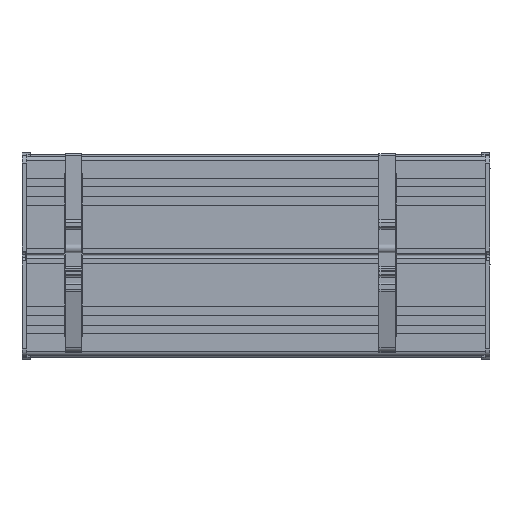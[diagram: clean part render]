
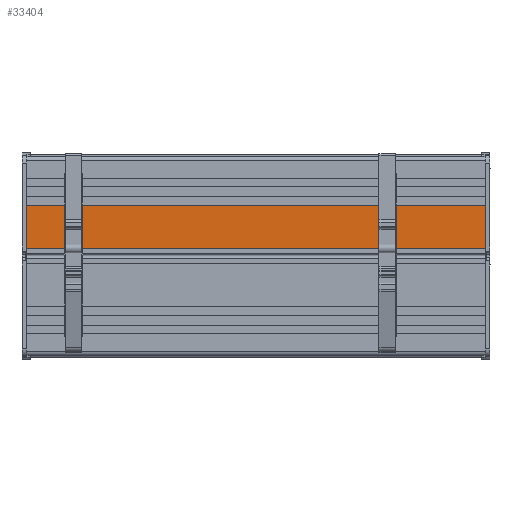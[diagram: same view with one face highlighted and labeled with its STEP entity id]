
A CAD part, front view. The second image highlights one B-rep face of the part: STEP entity #33404.
In plain terms, the highlighted planar face has unit normal (0, -1, 0).
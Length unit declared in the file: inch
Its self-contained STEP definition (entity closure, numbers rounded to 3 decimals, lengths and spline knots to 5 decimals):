
#54 = CARTESIAN_POINT ( 'NONE',  ( 1.20079, 0.76772, -5.455 ) ) ;
#55 = CARTESIAN_POINT ( 'NONE',  ( 0.12992, 0.76772, -5.455 ) ) ;
#8701 = LINE ( 'NONE', #10184, #8704 ) ;
#8704 = VECTOR ( 'NONE', #10180, 39.37008 ) ;
#10180 = DIRECTION ( 'NONE',  ( -1., 0., 0. ) ) ;
#10184 = CARTESIAN_POINT ( 'NONE',  ( 1.20079, 0.76772, -5.455 ) ) ;
#14883 = CARTESIAN_POINT ( 'NONE',  ( 1.20079, 0.76772, 5.455 ) ) ;
#14888 = DIRECTION ( 'NONE',  ( -1., 0., 0. ) ) ;
#15036 = LINE ( 'NONE', #14883, #15041 ) ;
#15041 = VECTOR ( 'NONE', #14888, 39.37008 ) ;
#15087 = LINE ( 'NONE', #16121, #15091 ) ;
#15091 = VECTOR ( 'NONE', #16117, 39.37008 ) ;
#15259 = LINE ( 'NONE', #16331, #15266 ) ;
#15266 = VECTOR ( 'NONE', #16341, 39.37008 ) ;
#16117 = DIRECTION ( 'NONE',  ( 0., 0., -1. ) ) ;
#16121 = CARTESIAN_POINT ( 'NONE',  ( 0.12992, 0.76772, 6.27953 ) ) ;
#16331 = CARTESIAN_POINT ( 'NONE',  ( 1.20079, 0.76772, 3.19882 ) ) ;
#16341 = DIRECTION ( 'NONE',  ( 0., 0., 1. ) ) ;
#20997 = VERTEX_POINT ( 'NONE', #24253 ) ;
#20999 = VERTEX_POINT ( 'NONE', #24254 ) ;
#21218 = CARTESIAN_POINT ( 'NONE',  ( 1.20079, 0.76772, 6.27953 ) ) ;
#21223 = PLANE ( 'NONE',  #38385 ) ;
#21226 = DIRECTION ( 'NONE',  ( 0., -1., 0. ) ) ;
#21228 = DIRECTION ( 'NONE',  ( -1., 0., 0. ) ) ;
#22791 = VERTEX_POINT ( 'NONE', #54 ) ;
#22792 = VERTEX_POINT ( 'NONE', #55 ) ;
#24253 = CARTESIAN_POINT ( 'NONE',  ( 0.12992, 0.76772, 5.455 ) ) ;
#24254 = CARTESIAN_POINT ( 'NONE',  ( 1.20079, 0.76772, 5.455 ) ) ;
#27088 = EDGE_CURVE ( 'NONE', #22791, #22792, #8701, .T. ) ;
#29207 = EDGE_CURVE ( 'NONE', #20999, #20997, #15036, .T. ) ;
#29234 = EDGE_CURVE ( 'NONE', #20997, #22792, #15087, .T. ) ;
#29331 = EDGE_CURVE ( 'NONE', #22791, #20999, #15259, .T. ) ;
#31762 = EDGE_LOOP ( 'NONE', ( #33536, #33537, #33538, #33539 ) ) ;
#33404 = ADVANCED_FACE ( 'NONE', ( #38195 ), #21223, .T. ) ;
#33536 = ORIENTED_EDGE ( 'NONE', *, *, #29331, .T. ) ;
#33537 = ORIENTED_EDGE ( 'NONE', *, *, #29207, .T. ) ;
#33538 = ORIENTED_EDGE ( 'NONE', *, *, #29234, .T. ) ;
#33539 = ORIENTED_EDGE ( 'NONE', *, *, #27088, .F. ) ;
#38195 = FACE_OUTER_BOUND ( 'NONE', #31762, .T. ) ;
#38385 = AXIS2_PLACEMENT_3D ( 'NONE', #21218, #21226, #21228 ) ;
